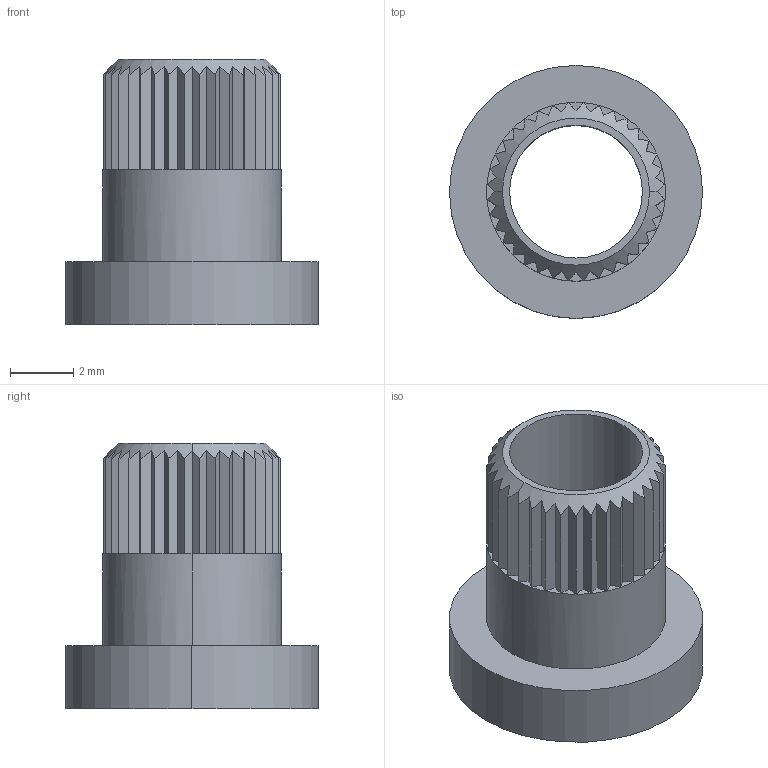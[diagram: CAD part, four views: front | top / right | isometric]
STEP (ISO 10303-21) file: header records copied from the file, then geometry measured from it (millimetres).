
FILE_DESCRIPTION (( 'STEP AP203' ), '1' );
FILE_NAME ('91122-C.STEP', '2014-10-06T13:10:42', ( '' ), ( '' ), 'SwSTEP 2.0', 'SolidWorks 2013', '' );
FILE_SCHEMA (( 'CONFIG_CONTROL_DESIGN' ));
Length unit declared in the file: millimetre
Products named in the file (1): 91122-C
Bounding box: 8 x 8 x 8.4 mm (x, y, z)
Volume: 133.4 mm3; surface area: 362.7 mm2
Topology: 1 solids, 1 shells, 86 faces, 242 edges, 160 vertices
Faces by surface type: plane 76, cylinder 6, cone 4
Entity records: 2883 total; most frequent: CARTESIAN_POINT 705, ORIENTED_EDGE 484, DIRECTION 360, EDGE_CURVE 242, VERTEX_POINT 160, VECTOR 154, LINE 154, AXIS2_PLACEMENT_3D 103
